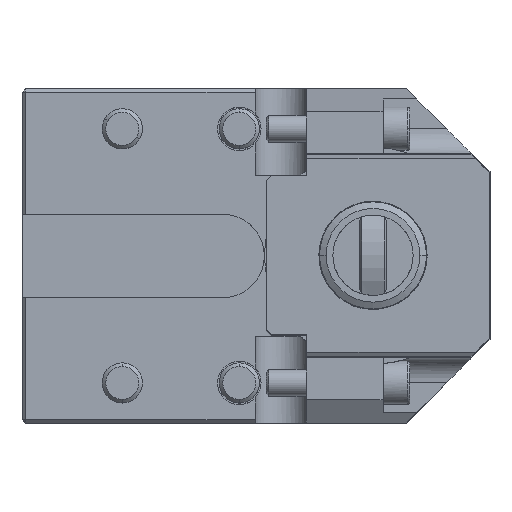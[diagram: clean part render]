
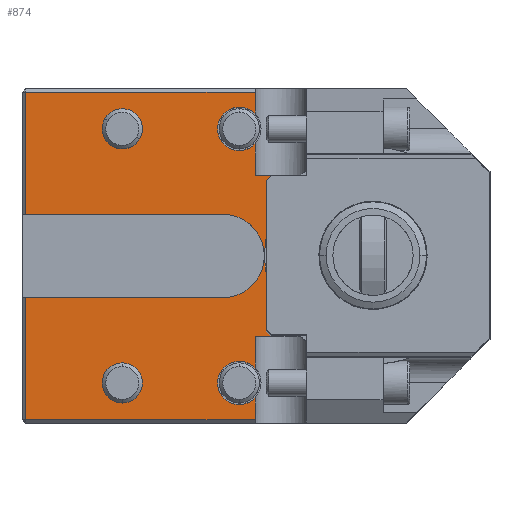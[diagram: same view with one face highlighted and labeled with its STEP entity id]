
A CAD part, top view. The second image highlights one B-rep face of the part: STEP entity #874.
In plain terms, the highlighted planar face has unit normal (0, 0, 1).
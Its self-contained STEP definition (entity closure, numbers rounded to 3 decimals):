
#38=CARTESIAN_POINT('',(-32.4,0.,-90.));
#39=VERTEX_POINT('',#38);
#46=CARTESIAN_POINT('',(-32.,-5.075,-90.));
#47=VERTEX_POINT('',#46);
#48=CARTESIAN_POINT('',(-0.,0.,-90.));
#49=DIRECTION('',(-0.,0.,-1.));
#50=DIRECTION('',(-1.,0.,0.));
#51=AXIS2_PLACEMENT_3D('',#48,#49,#50);
#52=CIRCLE('',#51,32.4);
#53=EDGE_CURVE('',#47,#39,#52,.T.);
#620=CARTESIAN_POINT('',(-35.246,24.,-90.));
#621=VERTEX_POINT('',#620);
#629=CARTESIAN_POINT('',(-30.5,24.,-90.));
#630=VERTEX_POINT('',#629);
#631=CARTESIAN_POINT('',(-30.5,24.,-90.));
#632=DIRECTION('',(-1.,0.,0.));
#633=VECTOR('',#632,4.746);
#634=LINE('',#631,#633);
#635=EDGE_CURVE('',#630,#621,#634,.T.);
#655=CARTESIAN_POINT('',(-81.6,-3.865,-90.));
#656=DIRECTION('',(-0.,0.,-1.));
#657=DIRECTION('',(-1.,0.,0.));
#658=AXIS2_PLACEMENT_3D('',#655,#656,#657);
#659=PLANE('',#658);
#660=ORIENTED_EDGE('',*,*,#53,.T.);
#661=CARTESIAN_POINT('',(-32.,5.075,-90.));
#662=VERTEX_POINT('',#661);
#663=CARTESIAN_POINT('',(-0.,0.,-90.));
#664=DIRECTION('',(-0.,0.,-1.));
#665=DIRECTION('',(-1.,0.,0.));
#666=AXIS2_PLACEMENT_3D('',#663,#664,#665);
#667=CIRCLE('',#666,32.4);
#668=EDGE_CURVE('',#39,#662,#667,.T.);
#669=ORIENTED_EDGE('',*,*,#668,.T.);
#670=CARTESIAN_POINT('',(-32.,22.5,-90.));
#671=VERTEX_POINT('',#670);
#672=CARTESIAN_POINT('',(-32.,5.075,-90.));
#673=DIRECTION('',(0.,1.,0.));
#674=VECTOR('',#673,17.425);
#675=LINE('',#672,#674);
#676=EDGE_CURVE('',#662,#671,#675,.T.);
#677=ORIENTED_EDGE('',*,*,#676,.T.);
#678=CARTESIAN_POINT('',(-30.5,24.,-90.));
#679=DIRECTION('',(-0.707,-0.707,-0.));
#680=VECTOR('',#679,2.121);
#681=LINE('',#678,#680);
#682=EDGE_CURVE('',#630,#671,#681,.T.);
#683=ORIENTED_EDGE('',*,*,#682,.F.);
#684=ORIENTED_EDGE('',*,*,#635,.T.);
#685=CARTESIAN_POINT('',(-35.246,33.567,-90.));
#686=VERTEX_POINT('',#685);
#687=CARTESIAN_POINT('',(-35.246,24.,-90.));
#688=DIRECTION('',(0.,1.,0.));
#689=VECTOR('',#688,9.567);
#690=LINE('',#687,#689);
#691=EDGE_CURVE('',#621,#686,#690,.T.);
#692=ORIENTED_EDGE('',*,*,#691,.T.);
#693=CARTESIAN_POINT('',(-46.5,38.,-90.));
#694=VERTEX_POINT('',#693);
#695=CARTESIAN_POINT('',(-40.,38.,-90.));
#696=DIRECTION('',(-0.,0.,-1.));
#697=DIRECTION('',(-1.,0.,0.));
#698=AXIS2_PLACEMENT_3D('',#695,#696,#697);
#699=CIRCLE('',#698,6.5);
#700=EDGE_CURVE('',#686,#694,#699,.T.);
#701=ORIENTED_EDGE('',*,*,#700,.T.);
#702=CARTESIAN_POINT('',(-35.246,42.433,-90.));
#703=VERTEX_POINT('',#702);
#704=CARTESIAN_POINT('',(-40.,38.,-90.));
#705=DIRECTION('',(-0.,0.,-1.));
#706=DIRECTION('',(-1.,0.,0.));
#707=AXIS2_PLACEMENT_3D('',#704,#705,#706);
#708=CIRCLE('',#707,6.5);
#709=EDGE_CURVE('',#694,#703,#708,.T.);
#710=ORIENTED_EDGE('',*,*,#709,.T.);
#711=CARTESIAN_POINT('',(-35.246,49.,-90.));
#712=VERTEX_POINT('',#711);
#713=CARTESIAN_POINT('',(-35.246,42.433,-90.));
#714=DIRECTION('',(0.,1.,0.));
#715=VECTOR('',#714,6.567);
#716=LINE('',#713,#715);
#717=EDGE_CURVE('',#703,#712,#716,.T.);
#718=ORIENTED_EDGE('',*,*,#717,.T.);
#719=CARTESIAN_POINT('',(-104.,49.,-90.));
#720=VERTEX_POINT('',#719);
#721=CARTESIAN_POINT('',(-104.,49.,-90.));
#722=DIRECTION('',(1.,0.,-0.));
#723=VECTOR('',#722,68.754);
#724=LINE('',#721,#723);
#725=EDGE_CURVE('',#720,#712,#724,.T.);
#726=ORIENTED_EDGE('',*,*,#725,.F.);
#727=CARTESIAN_POINT('',(-104.,12.5,-90.));
#728=VERTEX_POINT('',#727);
#729=CARTESIAN_POINT('',(-104.,12.5,-90.));
#730=DIRECTION('',(0.,1.,0.));
#731=VECTOR('',#730,36.5);
#732=LINE('',#729,#731);
#733=EDGE_CURVE('',#728,#720,#732,.T.);
#734=ORIENTED_EDGE('',*,*,#733,.F.);
#735=CARTESIAN_POINT('',(-45.,12.5,-90.));
#736=VERTEX_POINT('',#735);
#737=CARTESIAN_POINT('',(-104.,12.5,-90.));
#738=DIRECTION('',(1.,0.,-0.));
#739=VECTOR('',#738,59.);
#740=LINE('',#737,#739);
#741=EDGE_CURVE('',#728,#736,#740,.T.);
#742=ORIENTED_EDGE('',*,*,#741,.T.);
#743=CARTESIAN_POINT('',(-45.,-12.5,-90.));
#744=VERTEX_POINT('',#743);
#745=CARTESIAN_POINT('',(-45.,0.,-90.));
#746=DIRECTION('',(-0.,0.,-1.));
#747=DIRECTION('',(0.,1.,-0.));
#748=AXIS2_PLACEMENT_3D('',#745,#746,#747);
#749=CIRCLE('',#748,12.5);
#750=EDGE_CURVE('',#736,#744,#749,.T.);
#751=ORIENTED_EDGE('',*,*,#750,.T.);
#752=CARTESIAN_POINT('',(-104.,-12.5,-90.));
#753=VERTEX_POINT('',#752);
#754=CARTESIAN_POINT('',(-45.,-12.5,-90.));
#755=DIRECTION('',(-1.,0.,0.));
#756=VECTOR('',#755,59.);
#757=LINE('',#754,#756);
#758=EDGE_CURVE('',#744,#753,#757,.T.);
#759=ORIENTED_EDGE('',*,*,#758,.T.);
#760=CARTESIAN_POINT('',(-104.,-49.,-90.));
#761=VERTEX_POINT('',#760);
#762=CARTESIAN_POINT('',(-104.,-49.,-90.));
#763=DIRECTION('',(0.,1.,0.));
#764=VECTOR('',#763,36.5);
#765=LINE('',#762,#764);
#766=EDGE_CURVE('',#761,#753,#765,.T.);
#767=ORIENTED_EDGE('',*,*,#766,.F.);
#768=CARTESIAN_POINT('',(-35.246,-49.,-90.));
#769=VERTEX_POINT('',#768);
#770=CARTESIAN_POINT('',(-35.246,-49.,-90.));
#771=DIRECTION('',(-1.,0.,0.));
#772=VECTOR('',#771,68.754);
#773=LINE('',#770,#772);
#774=EDGE_CURVE('',#769,#761,#773,.T.);
#775=ORIENTED_EDGE('',*,*,#774,.F.);
#776=CARTESIAN_POINT('',(-35.246,-42.433,-90.));
#777=VERTEX_POINT('',#776);
#778=CARTESIAN_POINT('',(-35.246,-49.,-90.));
#779=DIRECTION('',(0.,1.,0.));
#780=VECTOR('',#779,6.567);
#781=LINE('',#778,#780);
#782=EDGE_CURVE('',#769,#777,#781,.T.);
#783=ORIENTED_EDGE('',*,*,#782,.T.);
#784=CARTESIAN_POINT('',(-46.5,-38.,-90.));
#785=VERTEX_POINT('',#784);
#786=CARTESIAN_POINT('',(-40.,-38.,-90.));
#787=DIRECTION('',(-0.,0.,-1.));
#788=DIRECTION('',(-1.,0.,0.));
#789=AXIS2_PLACEMENT_3D('',#786,#787,#788);
#790=CIRCLE('',#789,6.5);
#791=EDGE_CURVE('',#777,#785,#790,.T.);
#792=ORIENTED_EDGE('',*,*,#791,.T.);
#793=CARTESIAN_POINT('',(-35.246,-33.567,-90.));
#794=VERTEX_POINT('',#793);
#795=CARTESIAN_POINT('',(-40.,-38.,-90.));
#796=DIRECTION('',(-0.,0.,-1.));
#797=DIRECTION('',(-1.,0.,0.));
#798=AXIS2_PLACEMENT_3D('',#795,#796,#797);
#799=CIRCLE('',#798,6.5);
#800=EDGE_CURVE('',#785,#794,#799,.T.);
#801=ORIENTED_EDGE('',*,*,#800,.T.);
#802=CARTESIAN_POINT('',(-35.246,-24.,-90.));
#803=VERTEX_POINT('',#802);
#804=CARTESIAN_POINT('',(-35.246,-33.567,-90.));
#805=DIRECTION('',(0.,1.,0.));
#806=VECTOR('',#805,9.567);
#807=LINE('',#804,#806);
#808=EDGE_CURVE('',#794,#803,#807,.T.);
#809=ORIENTED_EDGE('',*,*,#808,.T.);
#810=CARTESIAN_POINT('',(-30.5,-24.,-90.));
#811=VERTEX_POINT('',#810);
#812=CARTESIAN_POINT('',(-35.246,-24.,-90.));
#813=DIRECTION('',(1.,0.,-0.));
#814=VECTOR('',#813,4.746);
#815=LINE('',#812,#814);
#816=EDGE_CURVE('',#803,#811,#815,.T.);
#817=ORIENTED_EDGE('',*,*,#816,.T.);
#818=CARTESIAN_POINT('',(-32.,-22.5,-90.));
#819=VERTEX_POINT('',#818);
#820=CARTESIAN_POINT('',(-32.,-22.5,-90.));
#821=DIRECTION('',(0.707,-0.707,-0.));
#822=VECTOR('',#821,2.121);
#823=LINE('',#820,#822);
#824=EDGE_CURVE('',#819,#811,#823,.T.);
#825=ORIENTED_EDGE('',*,*,#824,.F.);
#826=CARTESIAN_POINT('',(-32.,-22.5,-90.));
#827=DIRECTION('',(0.,1.,0.));
#828=VECTOR('',#827,17.425);
#829=LINE('',#826,#828);
#830=EDGE_CURVE('',#819,#47,#829,.T.);
#831=ORIENTED_EDGE('',*,*,#830,.T.);
#832=EDGE_LOOP('',(#660,#669,#677,#683,#684,#692,#701,#710,#718,#726,#734,#742,#751,#759,#767,#775,#783,#792,#801,#809,#817,#825,#831));
#833=FACE_BOUND('',#832,.T.);
#834=CARTESIAN_POINT('',(-69.804,35.,-90.));
#835=VERTEX_POINT('',#834);
#836=CARTESIAN_POINT('',(-80.196,41.,-90.));
#837=VERTEX_POINT('',#836);
#838=CARTESIAN_POINT('',(-75.,38.,-90.));
#839=DIRECTION('',(-0.,0.,-1.));
#840=DIRECTION('',(-0.866,0.5,0.));
#841=AXIS2_PLACEMENT_3D('',#838,#839,#840);
#842=CIRCLE('',#841,6.);
#843=EDGE_CURVE('',#835,#837,#842,.T.);
#844=ORIENTED_EDGE('',*,*,#843,.T.);
#845=CARTESIAN_POINT('',(-75.,38.,-90.));
#846=DIRECTION('',(-0.,0.,-1.));
#847=DIRECTION('',(-0.866,0.5,0.));
#848=AXIS2_PLACEMENT_3D('',#845,#846,#847);
#849=CIRCLE('',#848,6.);
#850=EDGE_CURVE('',#837,#835,#849,.T.);
#851=ORIENTED_EDGE('',*,*,#850,.T.);
#852=EDGE_LOOP('',(#844,#851));
#853=FACE_BOUND('',#852,.T.);
#854=CARTESIAN_POINT('',(-75.,-44.,-90.));
#855=VERTEX_POINT('',#854);
#856=CARTESIAN_POINT('',(-75.,-32.,-90.));
#857=VERTEX_POINT('',#856);
#858=CARTESIAN_POINT('',(-75.,-38.,-90.));
#859=DIRECTION('',(-0.,-0.,-1.));
#860=DIRECTION('',(-0.,1.,0.));
#861=AXIS2_PLACEMENT_3D('',#858,#859,#860);
#862=CIRCLE('',#861,6.);
#863=EDGE_CURVE('',#855,#857,#862,.T.);
#864=ORIENTED_EDGE('',*,*,#863,.T.);
#865=CARTESIAN_POINT('',(-75.,-38.,-90.));
#866=DIRECTION('',(-0.,-0.,-1.));
#867=DIRECTION('',(-0.,1.,0.));
#868=AXIS2_PLACEMENT_3D('',#865,#866,#867);
#869=CIRCLE('',#868,6.);
#870=EDGE_CURVE('',#857,#855,#869,.T.);
#871=ORIENTED_EDGE('',*,*,#870,.T.);
#872=EDGE_LOOP('',(#864,#871));
#873=FACE_BOUND('',#872,.T.);
#874=ADVANCED_FACE('',(#833,#853,#873),#659,.F.);
